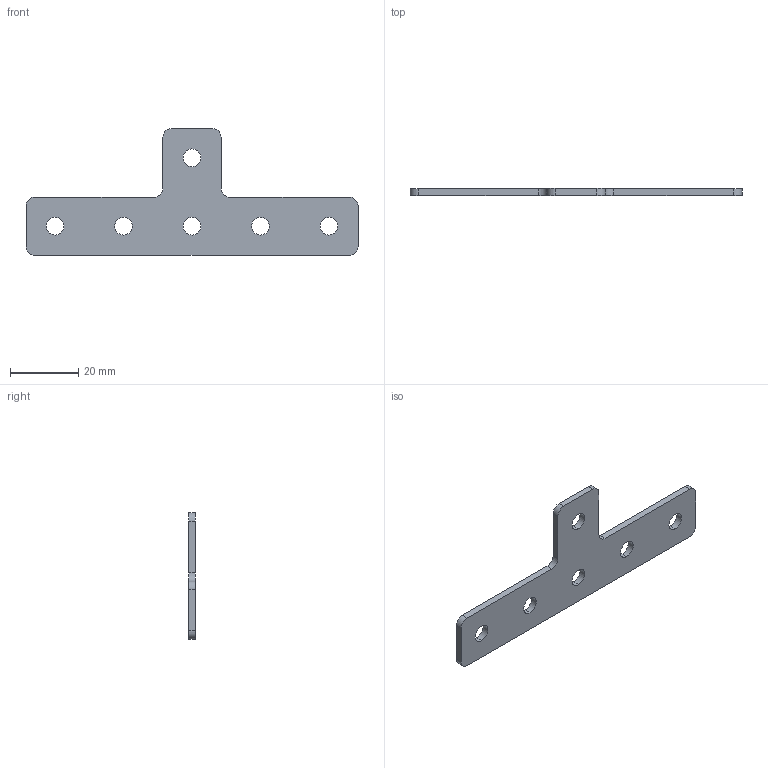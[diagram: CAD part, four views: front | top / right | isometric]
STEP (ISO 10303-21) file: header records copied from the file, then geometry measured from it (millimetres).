
FILE_DESCRIPTION (( 'STEP AP214' ), '1' );
FILE_NAME ('M58 T-ñîåäèíèòåëü 40õ100Â.STEP', '2019-11-19T14:34:24', ( 'Windows User' ), ( '' ), 'SwSTEP 2.0', 'SolidWorks 2019', '' );
FILE_SCHEMA (( 'AUTOMOTIVE_DESIGN' ));
Length unit declared in the file: millimetre
Products named in the file (1): M58 T-ñîåäèíèòåëü 40õ100Â
Bounding box: 97 x 2 x 37 mm (x, y, z)
Volume: 3712.4 mm3; surface area: 4427.3 mm2
Topology: 1 solids, 1 shells, 30 faces, 84 edges, 56 vertices
Faces by surface type: cylinder 20, plane 10
Entity records: 1046 total; most frequent: DIRECTION 186, CARTESIAN_POINT 171, ORIENTED_EDGE 168, EDGE_CURVE 84, AXIS2_PLACEMENT_3D 71, VERTEX_POINT 56, VECTOR 44, LINE 44
